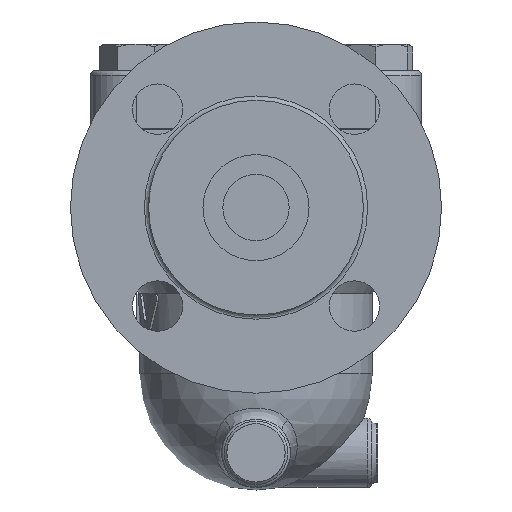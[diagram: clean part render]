
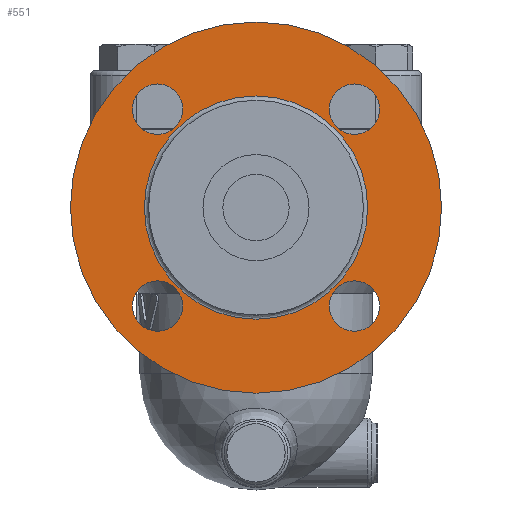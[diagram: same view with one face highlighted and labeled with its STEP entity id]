
A CAD part, left-side view. The second image highlights one B-rep face of the part: STEP entity #551.
In plain terms, the highlighted free-form (B-spline) face has degree [1, 1] with [2, 2] control points.
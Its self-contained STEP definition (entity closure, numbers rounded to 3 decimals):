
#84=CARTESIAN_POINT('',(-133.0,-27.623,-66.623));
#85=VERTEX_POINT('',#84);
#86=CARTESIAN_POINT('',(-133.,-37.123,-66.623));
#87=DIRECTION('',(1.0,0.0,0.0));
#88=DIRECTION('',(0.0,1.0,0.0));
#89=AXIS2_PLACEMENT_3D('',#86,#87,#88);
#90=CIRCLE('',#89,9.5);
#91=EDGE_CURVE('',#85,#85,#90,.T.);
#112=CARTESIAN_POINT('',(-133.,37.123,-57.123));
#113=VERTEX_POINT('',#112);
#114=CARTESIAN_POINT('',(-133.,37.123,-66.623));
#115=DIRECTION('',(1.0,0.0,0.0));
#116=DIRECTION('',(0.0,0.0,1.0));
#117=AXIS2_PLACEMENT_3D('',#114,#115,#116);
#118=CIRCLE('',#117,9.5);
#119=EDGE_CURVE('',#113,#113,#118,.T.);
#140=CARTESIAN_POINT('',(-133.,27.623,7.623));
#141=VERTEX_POINT('',#140);
#142=CARTESIAN_POINT('',(-133.,37.123,7.623));
#143=DIRECTION('',(1.0,0.0,0.0));
#144=DIRECTION('',(0.0,-1.0,0.0));
#145=AXIS2_PLACEMENT_3D('',#142,#143,#144);
#146=CIRCLE('',#145,9.5);
#147=EDGE_CURVE('',#141,#141,#146,.T.);
#168=CARTESIAN_POINT('',(-133.,-37.123,-1.877));
#169=VERTEX_POINT('',#168);
#170=CARTESIAN_POINT('',(-133.,-37.123,7.623));
#171=DIRECTION('',(1.0,0.0,0.0));
#172=DIRECTION('',(0.0,0.0,-1.0));
#173=AXIS2_PLACEMENT_3D('',#170,#171,#172);
#174=CIRCLE('',#173,9.5);
#175=EDGE_CURVE('',#169,#169,#174,.T.);
#287=CARTESIAN_POINT('',(-133.,0.0,40.5));
#288=VERTEX_POINT('',#287);
#289=CARTESIAN_POINT('',(-133.,0.0,-29.5));
#290=DIRECTION('',(-1.0,0.0,0.0));
#291=DIRECTION('',(0.0,0.0,1.0));
#292=AXIS2_PLACEMENT_3D('',#289,#290,#291);
#293=CIRCLE('',#292,70.0);
#294=EDGE_CURVE('',#288,#288,#293,.T.);
#475=CARTESIAN_POINT('',(-133.,0.,12.6));
#476=VERTEX_POINT('',#475);
#477=CARTESIAN_POINT('',(-133.,0.0,-29.5));
#478=DIRECTION('',(1.0,0.0,0.0));
#479=DIRECTION('',(0.0,0.0,-1.0));
#480=AXIS2_PLACEMENT_3D('',#477,#478,#479);
#481=CIRCLE('',#480,42.1);
#482=EDGE_CURVE('',#476,#476,#481,.T.);
#528=CARTESIAN_POINT('',(-133.,70.0,40.5));
#529=CARTESIAN_POINT('',(-133.,70.0,-99.5));
#530=CARTESIAN_POINT('',(-133.,-70.0,40.5));
#531=CARTESIAN_POINT('',(-133.,-70.0,-99.5));
#532=B_SPLINE_SURFACE_WITH_KNOTS('',1,1,((#528,#530),(#529,#531)),.UNSPECIFIED.,.F.,.F.,.U.,(2,2),(2,2),(0.0,140.0),(0.0,140.0),.UNSPECIFIED.);
#533=ORIENTED_EDGE('',*,*,#294,.T.);
#534=EDGE_LOOP('',(#533));
#535=FACE_OUTER_BOUND('',#534,.T.);
#536=ORIENTED_EDGE('',*,*,#91,.T.);
#537=EDGE_LOOP('',(#536));
#538=FACE_BOUND('',#537,.T.);
#539=ORIENTED_EDGE('',*,*,#119,.T.);
#540=EDGE_LOOP('',(#539));
#541=FACE_BOUND('',#540,.T.);
#542=ORIENTED_EDGE('',*,*,#147,.T.);
#543=EDGE_LOOP('',(#542));
#544=FACE_BOUND('',#543,.T.);
#545=ORIENTED_EDGE('',*,*,#175,.T.);
#546=EDGE_LOOP('',(#545));
#547=FACE_BOUND('',#546,.T.);
#548=ORIENTED_EDGE('',*,*,#482,.T.);
#549=EDGE_LOOP('',(#548));
#550=FACE_BOUND('',#549,.T.);
#551=ADVANCED_FACE('',(#535,#538,#541,#544,#547,#550),#532,.T.);
